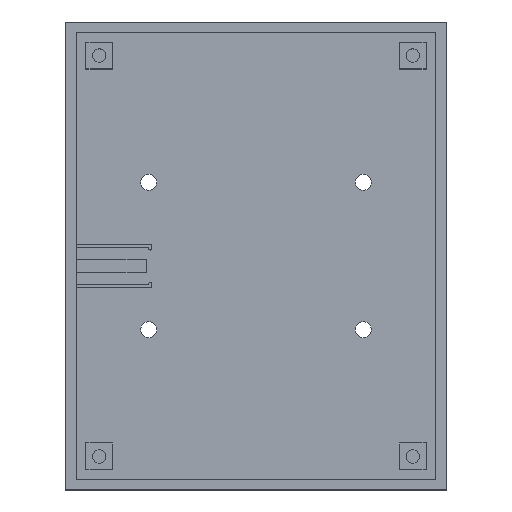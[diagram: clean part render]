
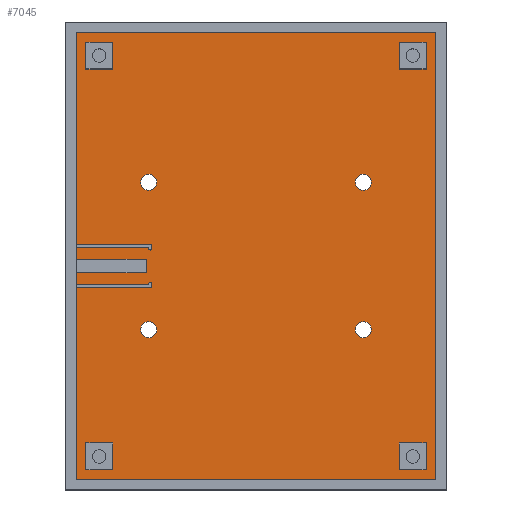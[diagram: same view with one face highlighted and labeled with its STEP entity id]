
A CAD part, top view. The second image highlights one B-rep face of the part: STEP entity #7045.
In plain terms, the highlighted planar face has unit normal (0, 0, 1).
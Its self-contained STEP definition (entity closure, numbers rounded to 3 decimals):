
#37=FACE_BOUND('',#2164,.T.);
#38=FACE_BOUND('',#2165,.T.);
#39=FACE_BOUND('',#2166,.T.);
#40=FACE_BOUND('',#2167,.T.);
#41=FACE_BOUND('',#2168,.T.);
#42=FACE_BOUND('',#2169,.T.);
#43=FACE_BOUND('',#2170,.T.);
#44=FACE_BOUND('',#2171,.T.);
#91=CIRCLE('',#7210,3.);
#92=CIRCLE('',#7211,3.);
#93=CIRCLE('',#7212,3.);
#94=CIRCLE('',#7213,3.);
#557=LINE('',#13180,#1080);
#561=LINE('',#13188,#1084);
#564=LINE('',#13194,#1087);
#567=LINE('',#13199,#1090);
#581=LINE('',#13229,#1104);
#585=LINE('',#13237,#1108);
#589=LINE('',#13249,#1112);
#592=LINE('',#13254,#1115);
#594=LINE('',#13261,#1117);
#598=LINE('',#13269,#1121);
#602=LINE('',#13281,#1125);
#605=LINE('',#13286,#1128);
#607=LINE('',#13293,#1130);
#611=LINE('',#13301,#1134);
#615=LINE('',#13313,#1138);
#618=LINE('',#13318,#1141);
#620=LINE('',#13324,#1143);
#624=LINE('',#13332,#1147);
#628=LINE('',#13344,#1151);
#631=LINE('',#13349,#1154);
#1080=VECTOR('',#7894,10.);
#1084=VECTOR('',#7900,10.);
#1087=VECTOR('',#7905,10.);
#1090=VECTOR('',#7910,10.);
#1104=VECTOR('',#7936,10.);
#1108=VECTOR('',#7942,10.);
#1112=VECTOR('',#7954,10.);
#1115=VECTOR('',#7959,10.);
#1117=VECTOR('',#7967,10.);
#1121=VECTOR('',#7973,10.);
#1125=VECTOR('',#7985,10.);
#1128=VECTOR('',#7990,10.);
#1130=VECTOR('',#7998,10.);
#1134=VECTOR('',#8004,10.);
#1138=VECTOR('',#8016,10.);
#1141=VECTOR('',#8021,10.);
#1143=VECTOR('',#8027,10.);
#1147=VECTOR('',#8033,10.);
#1151=VECTOR('',#8045,10.);
#1154=VECTOR('',#8050,10.);
#1768=FACE_OUTER_BOUND('',#2163,.T.);
#2163=EDGE_LOOP('',(#6192,#6193,#6194,#6195));
#2164=EDGE_LOOP('',(#6196));
#2165=EDGE_LOOP('',(#6197));
#2166=EDGE_LOOP('',(#6198));
#2167=EDGE_LOOP('',(#6199));
#2168=EDGE_LOOP('',(#6200,#6201,#6202,#6203));
#2169=EDGE_LOOP('',(#6204,#6205,#6206,#6207));
#2170=EDGE_LOOP('',(#6208,#6209,#6210,#6211));
#2171=EDGE_LOOP('',(#6212,#6213,#6214,#6215));
#3340=VERTEX_POINT('',#13178);
#3341=VERTEX_POINT('',#13179);
#3344=VERTEX_POINT('',#13187);
#3346=VERTEX_POINT('',#13193);
#3356=VERTEX_POINT('',#13227);
#3357=VERTEX_POINT('',#13228);
#3360=VERTEX_POINT('',#13236);
#3364=VERTEX_POINT('',#13248);
#3366=VERTEX_POINT('',#13259);
#3367=VERTEX_POINT('',#13260);
#3370=VERTEX_POINT('',#13268);
#3374=VERTEX_POINT('',#13280);
#3376=VERTEX_POINT('',#13291);
#3377=VERTEX_POINT('',#13292);
#3380=VERTEX_POINT('',#13300);
#3384=VERTEX_POINT('',#13312);
#3386=VERTEX_POINT('',#13322);
#3387=VERTEX_POINT('',#13323);
#3390=VERTEX_POINT('',#13331);
#3394=VERTEX_POINT('',#13343);
#3396=VERTEX_POINT('',#13354);
#3397=VERTEX_POINT('',#13356);
#3398=VERTEX_POINT('',#13358);
#3399=VERTEX_POINT('',#13360);
#4357=EDGE_CURVE('',#3340,#3341,#557,.T.);
#4361=EDGE_CURVE('',#3344,#3340,#561,.T.);
#4364=EDGE_CURVE('',#3341,#3346,#564,.T.);
#4367=EDGE_CURVE('',#3346,#3344,#567,.T.);
#4381=EDGE_CURVE('',#3356,#3357,#581,.T.);
#4385=EDGE_CURVE('',#3360,#3356,#585,.T.);
#4391=EDGE_CURVE('',#3357,#3364,#589,.T.);
#4394=EDGE_CURVE('',#3364,#3360,#592,.T.);
#4396=EDGE_CURVE('',#3366,#3367,#594,.T.);
#4400=EDGE_CURVE('',#3370,#3366,#598,.T.);
#4406=EDGE_CURVE('',#3367,#3374,#602,.T.);
#4409=EDGE_CURVE('',#3374,#3370,#605,.T.);
#4411=EDGE_CURVE('',#3376,#3377,#607,.T.);
#4415=EDGE_CURVE('',#3380,#3376,#611,.T.);
#4421=EDGE_CURVE('',#3377,#3384,#615,.T.);
#4424=EDGE_CURVE('',#3384,#3380,#618,.T.);
#4426=EDGE_CURVE('',#3386,#3387,#620,.T.);
#4430=EDGE_CURVE('',#3390,#3386,#624,.T.);
#4436=EDGE_CURVE('',#3387,#3394,#628,.T.);
#4439=EDGE_CURVE('',#3394,#3390,#631,.T.);
#4441=EDGE_CURVE('',#3396,#3396,#91,.T.);
#4442=EDGE_CURVE('',#3397,#3397,#92,.T.);
#4443=EDGE_CURVE('',#3398,#3398,#93,.T.);
#4444=EDGE_CURVE('',#3399,#3399,#94,.T.);
#6192=ORIENTED_EDGE('',*,*,#4361,.T.);
#6193=ORIENTED_EDGE('',*,*,#4357,.T.);
#6194=ORIENTED_EDGE('',*,*,#4364,.T.);
#6195=ORIENTED_EDGE('',*,*,#4367,.T.);
#6196=ORIENTED_EDGE('',*,*,#4441,.T.);
#6197=ORIENTED_EDGE('',*,*,#4442,.T.);
#6198=ORIENTED_EDGE('',*,*,#4443,.T.);
#6199=ORIENTED_EDGE('',*,*,#4444,.T.);
#6200=ORIENTED_EDGE('',*,*,#4400,.T.);
#6201=ORIENTED_EDGE('',*,*,#4396,.T.);
#6202=ORIENTED_EDGE('',*,*,#4406,.T.);
#6203=ORIENTED_EDGE('',*,*,#4409,.T.);
#6204=ORIENTED_EDGE('',*,*,#4385,.T.);
#6205=ORIENTED_EDGE('',*,*,#4381,.T.);
#6206=ORIENTED_EDGE('',*,*,#4391,.T.);
#6207=ORIENTED_EDGE('',*,*,#4394,.T.);
#6208=ORIENTED_EDGE('',*,*,#4415,.T.);
#6209=ORIENTED_EDGE('',*,*,#4411,.T.);
#6210=ORIENTED_EDGE('',*,*,#4421,.T.);
#6211=ORIENTED_EDGE('',*,*,#4424,.T.);
#6212=ORIENTED_EDGE('',*,*,#4430,.T.);
#6213=ORIENTED_EDGE('',*,*,#4426,.T.);
#6214=ORIENTED_EDGE('',*,*,#4436,.T.);
#6215=ORIENTED_EDGE('',*,*,#4439,.T.);
#6672=PLANE('',#7209);
#7045=ADVANCED_FACE('',(#1768,#37,#38,#39,#40,#41,#42,#43,#44),#6672,.T.);
#7209=AXIS2_PLACEMENT_3D('',#13353,#8056,#8057);
#7210=AXIS2_PLACEMENT_3D('',#13355,#8058,#8059);
#7211=AXIS2_PLACEMENT_3D('',#13357,#8060,#8061);
#7212=AXIS2_PLACEMENT_3D('',#13359,#8062,#8063);
#7213=AXIS2_PLACEMENT_3D('',#13361,#8064,#8065);
#7894=DIRECTION('',(-1.,0.,0.));
#7900=DIRECTION('',(0.,1.,0.));
#7905=DIRECTION('',(0.,-1.,0.));
#7910=DIRECTION('',(1.,0.,0.));
#7936=DIRECTION('',(-1.,0.,0.));
#7942=DIRECTION('',(0.,-1.,0.));
#7954=DIRECTION('',(0.,1.,0.));
#7959=DIRECTION('',(1.,0.,0.));
#7967=DIRECTION('',(-1.,0.,0.));
#7973=DIRECTION('',(0.,-1.,0.));
#7985=DIRECTION('',(0.,1.,0.));
#7990=DIRECTION('',(1.,0.,0.));
#7998=DIRECTION('',(-1.,0.,0.));
#8004=DIRECTION('',(0.,-1.,0.));
#8016=DIRECTION('',(0.,1.,0.));
#8021=DIRECTION('',(1.,0.,0.));
#8027=DIRECTION('',(-1.,0.,0.));
#8033=DIRECTION('',(0.,-1.,0.));
#8045=DIRECTION('',(0.,1.,0.));
#8050=DIRECTION('',(1.,0.,0.));
#8056=DIRECTION('center_axis',(0.,0.,1.));
#8057=DIRECTION('ref_axis',(1.,0.,0.));
#8058=DIRECTION('center_axis',(0.,0.,-1.));
#8059=DIRECTION('ref_axis',(1.,0.,0.));
#8060=DIRECTION('center_axis',(0.,0.,-1.));
#8061=DIRECTION('ref_axis',(1.,0.,0.));
#8062=DIRECTION('center_axis',(0.,0.,-1.));
#8063=DIRECTION('ref_axis',(1.,0.,0.));
#8064=DIRECTION('center_axis',(0.,0.,-1.));
#8065=DIRECTION('ref_axis',(1.,0.,0.));
#13178=CARTESIAN_POINT('',(125.4,158.001,3.));
#13179=CARTESIAN_POINT('',(-8.5,158.001,3.));
#13180=CARTESIAN_POINT('',(-12.5,158.001,3.));
#13187=CARTESIAN_POINT('',(125.4,-8.5,3.));
#13188=CARTESIAN_POINT('',(125.4,-8.5,3.));
#13193=CARTESIAN_POINT('',(-8.5,-8.5,3.));
#13194=CARTESIAN_POINT('',(-8.5,-8.5,3.));
#13199=CARTESIAN_POINT('',(-12.5,-8.5,3.));
#13227=CARTESIAN_POINT('',(5.,-5.,3.));
#13228=CARTESIAN_POINT('',(-5.,-5.,3.));
#13229=CARTESIAN_POINT('',(-5.,-5.,3.));
#13236=CARTESIAN_POINT('',(5.,5.,3.));
#13237=CARTESIAN_POINT('',(5.,-5.,3.));
#13248=CARTESIAN_POINT('',(-5.,5.,3.));
#13249=CARTESIAN_POINT('',(-5.,5.,3.));
#13254=CARTESIAN_POINT('',(5.,5.,3.));
#13259=CARTESIAN_POINT('',(5.,144.501,3.));
#13260=CARTESIAN_POINT('',(-5.,144.501,3.));
#13261=CARTESIAN_POINT('',(-5.,144.501,3.));
#13268=CARTESIAN_POINT('',(5.,154.501,3.));
#13269=CARTESIAN_POINT('',(5.,144.501,3.));
#13280=CARTESIAN_POINT('',(-5.,154.501,3.));
#13281=CARTESIAN_POINT('',(-5.,154.501,3.));
#13286=CARTESIAN_POINT('',(5.,154.501,3.));
#13291=CARTESIAN_POINT('',(121.9,-5.,3.));
#13292=CARTESIAN_POINT('',(111.9,-5.,3.));
#13293=CARTESIAN_POINT('',(111.9,-5.,3.));
#13300=CARTESIAN_POINT('',(121.9,5.,3.));
#13301=CARTESIAN_POINT('',(121.9,-5.,3.));
#13312=CARTESIAN_POINT('',(111.9,5.,3.));
#13313=CARTESIAN_POINT('',(111.9,5.,3.));
#13318=CARTESIAN_POINT('',(121.9,5.,3.));
#13322=CARTESIAN_POINT('',(121.9,144.501,3.));
#13323=CARTESIAN_POINT('',(111.9,144.501,3.));
#13324=CARTESIAN_POINT('',(111.9,144.501,3.));
#13331=CARTESIAN_POINT('',(121.9,154.501,3.));
#13332=CARTESIAN_POINT('',(121.9,144.501,3.));
#13343=CARTESIAN_POINT('',(111.9,154.501,3.));
#13344=CARTESIAN_POINT('',(111.9,154.501,3.));
#13349=CARTESIAN_POINT('',(121.9,154.501,3.));
#13353=CARTESIAN_POINT('Origin',(58.45,74.751,3.));
#13354=CARTESIAN_POINT('',(15.45,47.251,3.));
#13355=CARTESIAN_POINT('Origin',(18.45,47.251,3.));
#13356=CARTESIAN_POINT('',(95.45,47.251,3.));
#13357=CARTESIAN_POINT('Origin',(98.45,47.251,3.));
#13358=CARTESIAN_POINT('',(15.45,102.251,3.));
#13359=CARTESIAN_POINT('Origin',(18.45,102.251,3.));
#13360=CARTESIAN_POINT('',(95.45,102.251,3.));
#13361=CARTESIAN_POINT('Origin',(98.45,102.251,3.));
